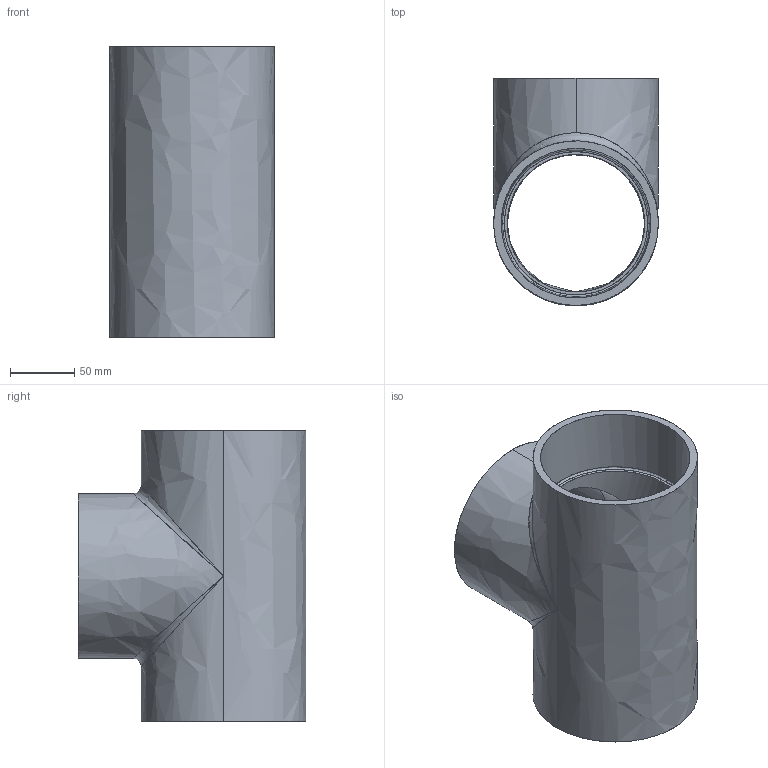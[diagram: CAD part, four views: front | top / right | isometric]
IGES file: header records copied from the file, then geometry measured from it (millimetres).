
Start section: SolidWorks IGES file using NURBS representation for surfaces
Global section: file name: PVCT04.IGS; native system: SolidWorks 2022; preprocessor: SolidWorks 2022; author: Cullen; date: 230415.131656; units: inch
Bounding box: 127.79 x 176.61 x 225.43 mm (x, y, z)
Surface area: 207317.3 mm2 (no closed solid volume)
Topology: 0 solids, 0 shells, 30 faces, 1234 edges, 1294 vertices
Faces by surface type: bspline 30
